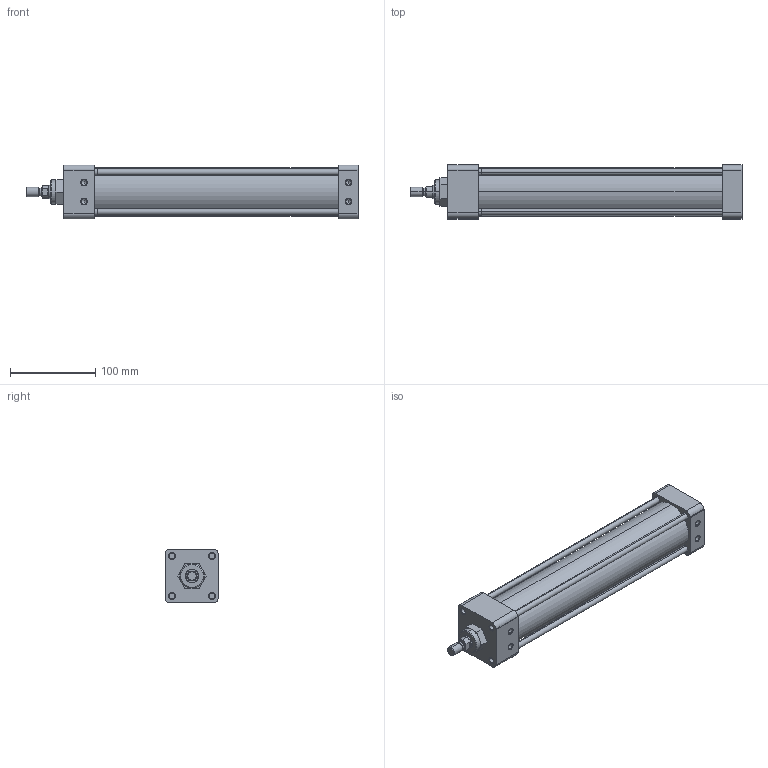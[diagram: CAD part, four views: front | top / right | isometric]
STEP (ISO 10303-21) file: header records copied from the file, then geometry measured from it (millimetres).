
FILE_DESCRIPTION (( 'STEP AP214' ), '1' );
FILE_NAME ('D32100DT-MC.STEP', '2016-03-07T13:12:58', ( '' ), ( '' ), 'SwSTEP 2.0', 'SolidWorks 2015', '' );
FILE_SCHEMA (( 'AUTOMOTIVE_DESIGN' ));
Length unit declared in the file: inch
Products named in the file (3): D32100DT-MC; D32100DT-M PISTON; D32100DT-M BODY
Assembly tree (2 placements, depth 2):
  D32100DT-MC
    D32100DT-M BODY
    D32100DT-M PISTON
Bounding box: 390.42 x 63.5 x 63.5 mm (x, y, z)
Volume: 552528.3 mm3; surface area: 201317.2 mm2
Topology: 12 solids, 12 shells, 298 faces, 690 edges, 428 vertices
Faces by surface type: cylinder 114, plane 94, cone 84, bspline 6
Entity records: 12886 total; most frequent: CARTESIAN_POINT 1771, DIRECTION 1586, ORIENTED_EDGE 1364, EDGE_CURVE 682, AXIS2_PLACEMENT_3D 635, VERTEX_POINT 428, EDGE_LOOP 350, CIRCLE 338
